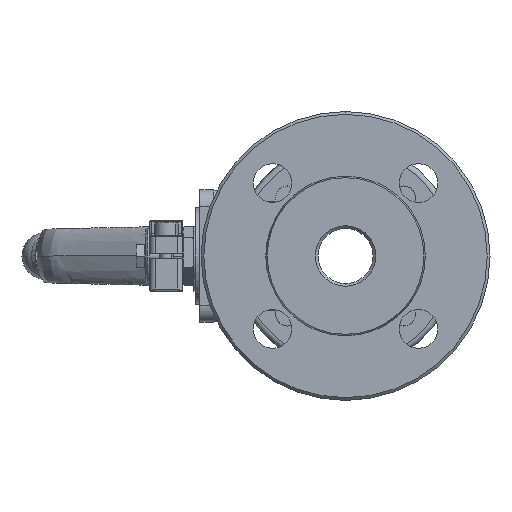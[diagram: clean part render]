
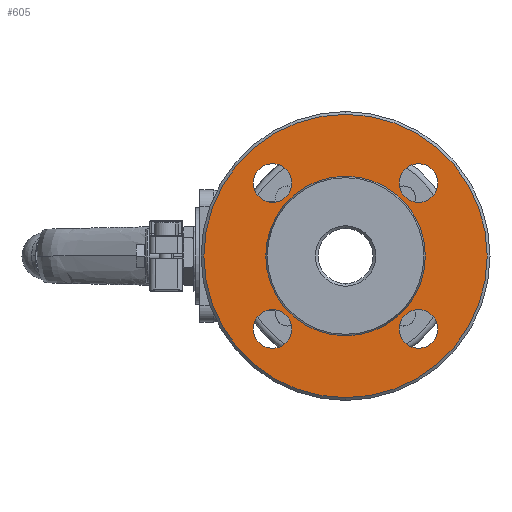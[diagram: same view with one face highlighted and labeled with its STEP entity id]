
A CAD part, left-side view. The second image highlights one B-rep face of the part: STEP entity #605.
In plain terms, the highlighted planar face has unit normal (-1, 0, 0).
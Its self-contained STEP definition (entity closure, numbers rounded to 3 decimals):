
#405 = CARTESIAN_POINT ( 'NONE',  ( -50., 26.517, -26.517 ) ) ;
#541 = AXIS2_PLACEMENT_3D ( 'NONE', #12238, #16053, #25920 ) ;
#605 = ADVANCED_FACE ( 'NONE', ( #43914, #6056, #12977, #33367, #33819, #33591 ), #12748, .T. ) ;
#1067 = DIRECTION ( 'NONE',  ( -1., 0., 0. ) ) ;
#1631 = DIRECTION ( 'NONE',  ( 0., 0., 1. ) ) ;
#1829 = CARTESIAN_POINT ( 'NONE',  ( -50., 26.517, 33.517 ) ) ;
#1833 = VERTEX_POINT ( 'NONE', #10168 ) ;
#2544 = EDGE_LOOP ( 'NONE', ( #33132, #15188 ) ) ;
#2842 = CIRCLE ( 'NONE', #3549, 7. ) ;
#2924 = DIRECTION ( 'NONE',  ( 0., 0., 1. ) ) ;
#3024 = CARTESIAN_POINT ( 'NONE',  ( -50., -26.517, 19.517 ) ) ;
#3109 = ORIENTED_EDGE ( 'NONE', *, *, #41414, .F. ) ;
#3459 = VERTEX_POINT ( 'NONE', #22593 ) ;
#3549 = AXIS2_PLACEMENT_3D ( 'NONE', #27155, #6338, #23139 ) ;
#5566 = CIRCLE ( 'NONE', #12696, 51.5 ) ;
#5823 = ORIENTED_EDGE ( 'NONE', *, *, #14308, .T. ) ;
#5858 = DIRECTION ( 'NONE',  ( 0., 0., 1. ) ) ;
#6056 = FACE_BOUND ( 'NONE', #2544, .T. ) ;
#6338 = DIRECTION ( 'NONE',  ( -1., 0., 0. ) ) ;
#7455 = CARTESIAN_POINT ( 'NONE',  ( -50., -26.517, -19.517 ) ) ;
#7687 = CIRCLE ( 'NONE', #541, 7. ) ;
#7840 = ORIENTED_EDGE ( 'NONE', *, *, #10479, .F. ) ;
#8025 = AXIS2_PLACEMENT_3D ( 'NONE', #17915, #11192, #38532 ) ;
#8536 = DIRECTION ( 'NONE',  ( -1., 0., 0. ) ) ;
#8774 = EDGE_LOOP ( 'NONE', ( #39825, #39072 ) ) ;
#9532 = CARTESIAN_POINT ( 'NONE',  ( -50., 0., -29. ) ) ;
#10084 = AXIS2_PLACEMENT_3D ( 'NONE', #31682, #14653, #28310 ) ;
#10168 = CARTESIAN_POINT ( 'NONE',  ( -50., 26.517, 19.517 ) ) ;
#10479 = EDGE_CURVE ( 'NONE', #18545, #41942, #30154, .T. ) ;
#11070 = VERTEX_POINT ( 'NONE', #3024 ) ;
#11192 = DIRECTION ( 'NONE',  ( -1., 0., 0. ) ) ;
#11709 = ORIENTED_EDGE ( 'NONE', *, *, #22317, .T. ) ;
#11759 = EDGE_LOOP ( 'NONE', ( #7840, #35440 ) ) ;
#12080 = AXIS2_PLACEMENT_3D ( 'NONE', #39922, #12130, #1631 ) ;
#12130 = DIRECTION ( 'NONE',  ( -1., 0., 0. ) ) ;
#12214 = DIRECTION ( 'NONE',  ( -1., 0., 0. ) ) ;
#12238 = CARTESIAN_POINT ( 'NONE',  ( -50., -26.517, 26.517 ) ) ;
#12696 = AXIS2_PLACEMENT_3D ( 'NONE', #22765, #19181, #43396 ) ;
#12748 = PLANE ( 'NONE',  #27488 ) ;
#12977 = FACE_BOUND ( 'NONE', #18914, .T. ) ;
#13188 = CARTESIAN_POINT ( 'NONE',  ( -50., -29., 0. ) ) ;
#14308 = EDGE_CURVE ( 'NONE', #20186, #41980, #5566, .T. ) ;
#14332 = EDGE_CURVE ( 'NONE', #11070, #33501, #7687, .T. ) ;
#14653 = DIRECTION ( 'NONE',  ( -1., 0., 0. ) ) ;
#15188 = ORIENTED_EDGE ( 'NONE', *, *, #14332, .F. ) ;
#15479 = CARTESIAN_POINT ( 'NONE',  ( -50., -26.517, -26.517 ) ) ;
#15806 = EDGE_CURVE ( 'NONE', #1833, #37417, #43561, .T. ) ;
#16053 = DIRECTION ( 'NONE',  ( -1., 0., 0. ) ) ;
#16345 = CIRCLE ( 'NONE', #22053, 29. ) ;
#16426 = CARTESIAN_POINT ( 'NONE',  ( -50., -26.517, 33.517 ) ) ;
#16450 = EDGE_LOOP ( 'NONE', ( #3109, #34879 ) ) ;
#17439 = DIRECTION ( 'NONE',  ( -1., 0., 0. ) ) ;
#17915 = CARTESIAN_POINT ( 'NONE',  ( -50., 26.517, 26.517 ) ) ;
#18545 = VERTEX_POINT ( 'NONE', #9532 ) ;
#18914 = EDGE_LOOP ( 'NONE', ( #31542, #43980 ) ) ;
#19181 = DIRECTION ( 'NONE',  ( -1., 0., 0. ) ) ;
#19923 = DIRECTION ( 'NONE',  ( -1., 0., 0. ) ) ;
#20186 = VERTEX_POINT ( 'NONE', #37626 ) ;
#20376 = CARTESIAN_POINT ( 'NONE',  ( -50., -26.517, -33.517 ) ) ;
#20608 = EDGE_LOOP ( 'NONE', ( #11709, #5823 ) ) ;
#21082 = AXIS2_PLACEMENT_3D ( 'NONE', #405, #17439, #31088 ) ;
#21384 = CIRCLE ( 'NONE', #12080, 51.5 ) ;
#22053 = AXIS2_PLACEMENT_3D ( 'NONE', #26103, #12214, #42490 ) ;
#22089 = VERTEX_POINT ( 'NONE', #7455 ) ;
#22317 = EDGE_CURVE ( 'NONE', #41980, #20186, #21384, .T. ) ;
#22593 = CARTESIAN_POINT ( 'NONE',  ( -50., 26.517, -33.517 ) ) ;
#22765 = CARTESIAN_POINT ( 'NONE',  ( -50., 0., 0. ) ) ;
#23031 = DIRECTION ( 'NONE',  ( -1., 0., 0. ) ) ;
#23055 = CIRCLE ( 'NONE', #8025, 7. ) ;
#23139 = DIRECTION ( 'NONE',  ( 0., 0., 1. ) ) ;
#24044 = EDGE_CURVE ( 'NONE', #41942, #18545, #16345, .T. ) ;
#24385 = VERTEX_POINT ( 'NONE', #37718 ) ;
#25920 = DIRECTION ( 'NONE',  ( 0., 0., 1. ) ) ;
#26103 = CARTESIAN_POINT ( 'NONE',  ( -50., 0., 0. ) ) ;
#26220 = EDGE_CURVE ( 'NONE', #3459, #24385, #2842, .T. ) ;
#26394 = DIRECTION ( 'NONE',  ( 0., 0., 1. ) ) ;
#27155 = CARTESIAN_POINT ( 'NONE',  ( -50., 26.517, -26.517 ) ) ;
#27488 = AXIS2_PLACEMENT_3D ( 'NONE', #13188, #19923, #40122 ) ;
#28310 = DIRECTION ( 'NONE',  ( 0., 0., 1. ) ) ;
#29048 = CARTESIAN_POINT ( 'NONE',  ( -50., 0., 0. ) ) ;
#29181 = CARTESIAN_POINT ( 'NONE',  ( -50., 0., 29. ) ) ;
#29465 = AXIS2_PLACEMENT_3D ( 'NONE', #29048, #1067, #41852 ) ;
#29781 = CIRCLE ( 'NONE', #38357, 7. ) ;
#29948 = EDGE_CURVE ( 'NONE', #37417, #1833, #23055, .T. ) ;
#30154 = CIRCLE ( 'NONE', #29465, 29. ) ;
#31088 = DIRECTION ( 'NONE',  ( 0., 0., 1. ) ) ;
#31542 = ORIENTED_EDGE ( 'NONE', *, *, #36166, .F. ) ;
#31682 = CARTESIAN_POINT ( 'NONE',  ( -50., -26.517, 26.517 ) ) ;
#33132 = ORIENTED_EDGE ( 'NONE', *, *, #44338, .F. ) ;
#33367 = FACE_BOUND ( 'NONE', #16450, .T. ) ;
#33501 = VERTEX_POINT ( 'NONE', #16426 ) ;
#33591 = FACE_BOUND ( 'NONE', #11759, .T. ) ;
#33819 = FACE_OUTER_BOUND ( 'NONE', #20608, .T. ) ;
#34254 = CARTESIAN_POINT ( 'NONE',  ( -50., -26.517, -26.517 ) ) ;
#34879 = ORIENTED_EDGE ( 'NONE', *, *, #26220, .F. ) ;
#35195 = VERTEX_POINT ( 'NONE', #20376 ) ;
#35440 = ORIENTED_EDGE ( 'NONE', *, *, #24044, .F. ) ;
#35922 = CARTESIAN_POINT ( 'NONE',  ( -50., 0., -51.5 ) ) ;
#36166 = EDGE_CURVE ( 'NONE', #22089, #35195, #29781, .T. ) ;
#37266 = CIRCLE ( 'NONE', #10084, 7. ) ;
#37417 = VERTEX_POINT ( 'NONE', #1829 ) ;
#37626 = CARTESIAN_POINT ( 'NONE',  ( -50., 0., 51.5 ) ) ;
#37636 = EDGE_CURVE ( 'NONE', #35195, #22089, #43459, .T. ) ;
#37718 = CARTESIAN_POINT ( 'NONE',  ( -50., 26.517, -19.517 ) ) ;
#38357 = AXIS2_PLACEMENT_3D ( 'NONE', #15479, #8536, #5858 ) ;
#38532 = DIRECTION ( 'NONE',  ( 0., 0., 1. ) ) ;
#39072 = ORIENTED_EDGE ( 'NONE', *, *, #15806, .F. ) ;
#39134 = AXIS2_PLACEMENT_3D ( 'NONE', #34254, #40784, #2924 ) ;
#39825 = ORIENTED_EDGE ( 'NONE', *, *, #29948, .F. ) ;
#39922 = CARTESIAN_POINT ( 'NONE',  ( -50., 0., 0. ) ) ;
#40070 = CARTESIAN_POINT ( 'NONE',  ( -50., 26.517, 26.517 ) ) ;
#40122 = DIRECTION ( 'NONE',  ( 0., 0., 1. ) ) ;
#40432 = CIRCLE ( 'NONE', #21082, 7. ) ;
#40784 = DIRECTION ( 'NONE',  ( -1., 0., 0. ) ) ;
#41414 = EDGE_CURVE ( 'NONE', #24385, #3459, #40432, .T. ) ;
#41852 = DIRECTION ( 'NONE',  ( 0., 0., 1. ) ) ;
#41942 = VERTEX_POINT ( 'NONE', #29181 ) ;
#41980 = VERTEX_POINT ( 'NONE', #35922 ) ;
#42490 = DIRECTION ( 'NONE',  ( 0., 0., 1. ) ) ;
#42827 = AXIS2_PLACEMENT_3D ( 'NONE', #40070, #23031, #26394 ) ;
#43396 = DIRECTION ( 'NONE',  ( 0., 0., 1. ) ) ;
#43459 = CIRCLE ( 'NONE', #39134, 7. ) ;
#43561 = CIRCLE ( 'NONE', #42827, 7. ) ;
#43914 = FACE_BOUND ( 'NONE', #8774, .T. ) ;
#43980 = ORIENTED_EDGE ( 'NONE', *, *, #37636, .F. ) ;
#44338 = EDGE_CURVE ( 'NONE', #33501, #11070, #37266, .T. ) ;
